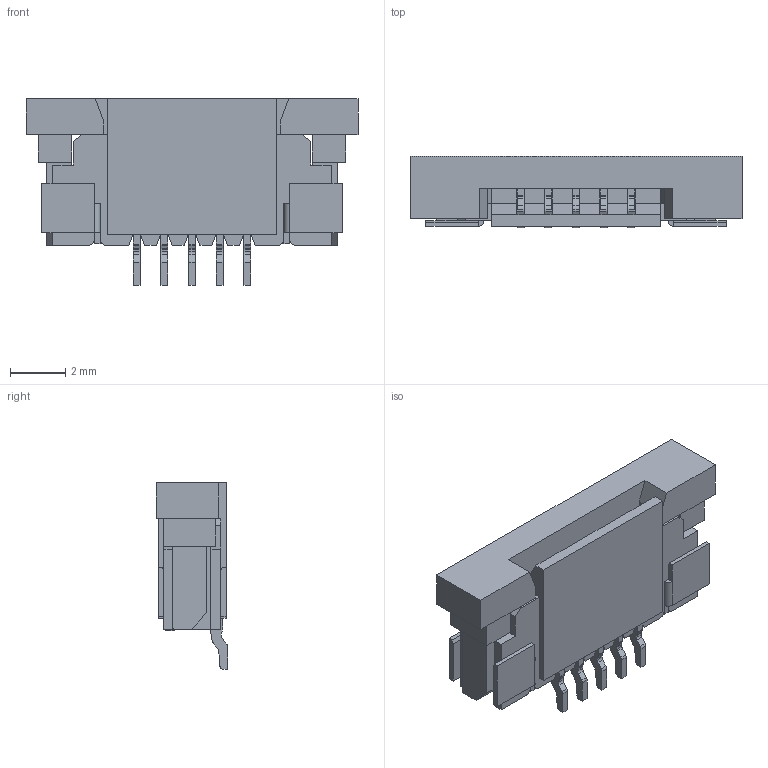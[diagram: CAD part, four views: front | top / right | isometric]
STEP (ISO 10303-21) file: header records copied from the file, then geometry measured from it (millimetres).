
FILE_DESCRIPTION (( 'STEP AP203' ), '1' );
FILE_NAME ('CON-000011 Rev 01 (5POS FFC Conn).STEP', '2020-12-10T18:26:34', ( '' ), ( '' ), 'SwSTEP 2.0', 'SolidWorks 2020', '' );
FILE_SCHEMA (( 'CONFIG_CONTROL_DESIGN' ));
Length unit declared in the file: millimetre
Products named in the file (5): _FFC3B07-05_H1; _FFC3B07_SC; CON-000011 Rev 01 (5POS FFC Conn); _FFC3B07-T_P; _FFC3B07-05_H2
Assembly tree (9 placements, depth 2):
  CON-000011 Rev 01 (5POS FFC Conn)
    _FFC3B07-05_H1
    _FFC3B07-05_H2
    _FFC3B07_SC  x2
    _FFC3B07-T_P  x5
Bounding box: 12 x 2.57 x 6.75 mm (x, y, z)
Volume: 111.4 mm3; surface area: 508.2 mm2
Topology: 9 solids, 9 shells, 575 faces, 1635 edges, 1070 vertices
Faces by surface type: plane 434, cylinder 141
Entity records: 9912 total; most frequent: CARTESIAN_POINT 1654, ORIENTED_EDGE 1642, DIRECTION 1497, EDGE_CURVE 821, VECTOR 751, LINE 751, VERTEX_POINT 530, AXIS2_PLACEMENT_3D 373
